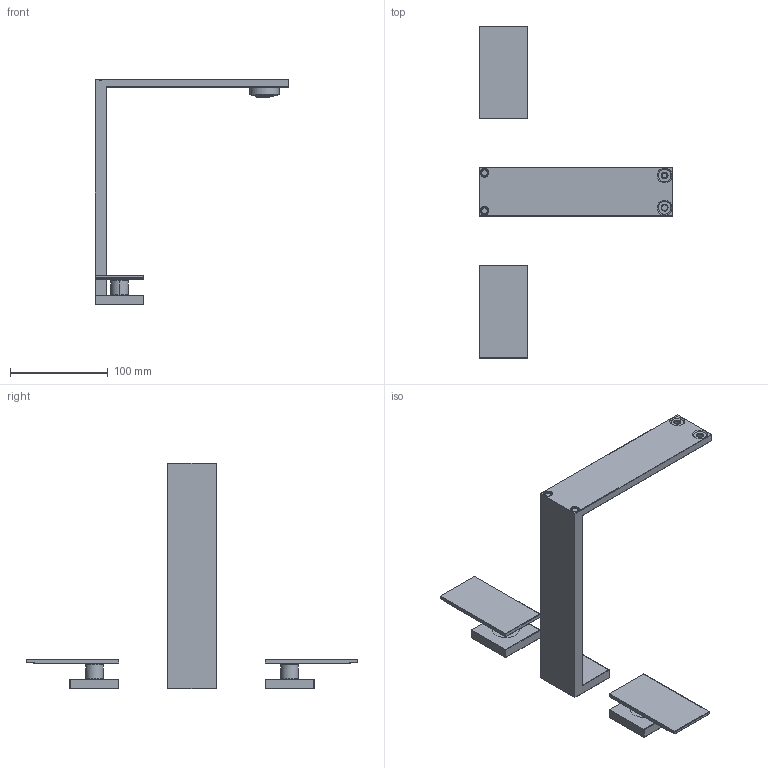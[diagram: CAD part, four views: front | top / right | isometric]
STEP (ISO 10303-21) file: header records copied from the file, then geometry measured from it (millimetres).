
FILE_DESCRIPTION(/* description */ ('AP214 STEP file'),/* implementation_level */ '2;1');
FILE_NAME(/* name */ '1047460000_out.stp',/* time_stamp */ '2025-01-07T04:13:38+01:00',/* author */ (''),/* organization */ (''),/* preprocessor_version */ 'ST-DEVELOPER v18.1',/* originating_system */ 'Elysium Co. Ltd. STEP Translator v8.3.0.0',/* authorisation */ '');
FILE_SCHEMA (('AUTOMOTIVE_DESIGN { 1 0 10303 214 3 1 1 }'));
Products named in the file (1): 1047460000_extract
Bounding box: 198.5 x 340 x 231 mm (x, y, z)
Volume: 332217.1 mm3; surface area: 94193 mm2
Topology: 3 solids, 3 shells, 1721 faces, 4251 edges, 2574 vertices
Faces by surface type: plane 859, cylinder 527, bspline 240, sphere 47, cone 28, torus 20
Entity records: 58854 total; most frequent: CARTESIAN_POINT 12694, ORIENTED_EDGE 8502, EDGE_CURVE 4251, STYLED_ITEM 3442, VERTEX_POINT 2574, VECTOR 2377, LINE 2377, AXIS2_PLACEMENT_3D 1949
